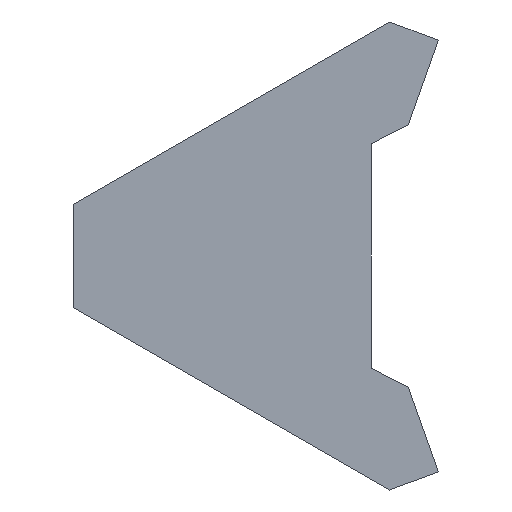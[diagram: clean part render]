
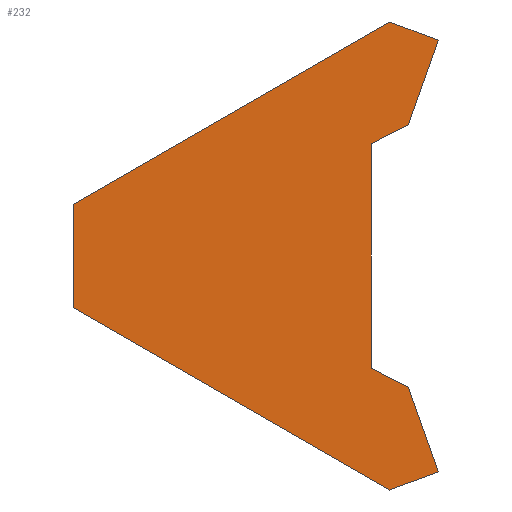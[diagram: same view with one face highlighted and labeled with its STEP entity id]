
A CAD part, left-side view. The second image highlights one B-rep face of the part: STEP entity #232.
In plain terms, the highlighted planar face has unit normal (-1, 0, 0).
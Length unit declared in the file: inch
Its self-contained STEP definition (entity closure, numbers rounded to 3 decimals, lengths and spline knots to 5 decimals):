
#26=FACE_OUTER_BOUND('',#38,.T.);
#38=EDGE_LOOP('',(#199,#200,#201,#202,#203,#204,#205,#206,#207,#208));
#39=LINE('',#319,#69);
#43=LINE('',#327,#73);
#46=LINE('',#333,#76);
#49=LINE('',#339,#79);
#52=LINE('',#345,#82);
#55=LINE('',#351,#85);
#58=LINE('',#357,#88);
#61=LINE('',#363,#91);
#64=LINE('',#369,#94);
#67=LINE('',#374,#97);
#69=VECTOR('',#263,0.3937);
#73=VECTOR('',#269,0.3937);
#76=VECTOR('',#274,0.3937);
#79=VECTOR('',#279,0.3937);
#82=VECTOR('',#284,0.3937);
#85=VECTOR('',#289,0.3937);
#88=VECTOR('',#294,0.3937);
#91=VECTOR('',#299,0.3937);
#94=VECTOR('',#304,0.3937);
#97=VECTOR('',#309,0.3937);
#99=VERTEX_POINT('',#317);
#100=VERTEX_POINT('',#318);
#103=VERTEX_POINT('',#326);
#105=VERTEX_POINT('',#332);
#107=VERTEX_POINT('',#338);
#109=VERTEX_POINT('',#344);
#111=VERTEX_POINT('',#350);
#113=VERTEX_POINT('',#356);
#115=VERTEX_POINT('',#362);
#117=VERTEX_POINT('',#368);
#119=EDGE_CURVE('',#99,#100,#39,.T.);
#123=EDGE_CURVE('',#100,#103,#43,.T.);
#126=EDGE_CURVE('',#103,#105,#46,.T.);
#129=EDGE_CURVE('',#105,#107,#49,.T.);
#132=EDGE_CURVE('',#107,#109,#52,.T.);
#135=EDGE_CURVE('',#111,#109,#55,.T.);
#138=EDGE_CURVE('',#113,#111,#58,.T.);
#141=EDGE_CURVE('',#115,#113,#61,.T.);
#144=EDGE_CURVE('',#117,#115,#64,.T.);
#147=EDGE_CURVE('',#99,#117,#67,.T.);
#199=ORIENTED_EDGE('',*,*,#147,.F.);
#200=ORIENTED_EDGE('',*,*,#119,.T.);
#201=ORIENTED_EDGE('',*,*,#123,.T.);
#202=ORIENTED_EDGE('',*,*,#126,.T.);
#203=ORIENTED_EDGE('',*,*,#129,.T.);
#204=ORIENTED_EDGE('',*,*,#132,.T.);
#205=ORIENTED_EDGE('',*,*,#135,.F.);
#206=ORIENTED_EDGE('',*,*,#138,.F.);
#207=ORIENTED_EDGE('',*,*,#141,.F.);
#208=ORIENTED_EDGE('',*,*,#144,.F.);
#220=PLANE('',#258);
#232=ADVANCED_FACE('',(#26),#220,.F.);
#258=AXIS2_PLACEMENT_3D('',#377,#313,#314);
#263=DIRECTION('',(0.,0.,-1.));
#269=DIRECTION('',(0.,-0.866,-0.5));
#274=DIRECTION('',(0.,-0.936,0.351));
#279=DIRECTION('',(0.,0.336,0.942));
#284=DIRECTION('',(0.,0.894,0.447));
#289=DIRECTION('',(0.,0.,-1.));
#294=DIRECTION('',(0.,0.894,-0.447));
#299=DIRECTION('',(0.,0.336,-0.942));
#304=DIRECTION('',(0.,-0.936,-0.351));
#309=DIRECTION('',(0.,-0.866,0.5));
#313=DIRECTION('center_axis',(1.,0.,0.));
#314=DIRECTION('ref_axis',(0.,0.,-1.));
#317=CARTESIAN_POINT('',(0.,7.5,1.0625));
#318=CARTESIAN_POINT('',(0.,7.5,-1.0625));
#319=CARTESIAN_POINT('',(0.,7.5,1.0625));
#326=CARTESIAN_POINT('',(0.,1.,-4.8125));
#327=CARTESIAN_POINT('',(0.,7.5,-1.0625));
#332=CARTESIAN_POINT('',(0.,0.,-4.4375));
#333=CARTESIAN_POINT('',(0.,1.,-4.8125));
#338=CARTESIAN_POINT('',(0.,0.625,-2.6875));
#339=CARTESIAN_POINT('',(0.,0.,-4.4375));
#344=CARTESIAN_POINT('',(0.,1.375,-2.3125));
#345=CARTESIAN_POINT('',(0.,0.625,-2.6875));
#350=CARTESIAN_POINT('',(0.,1.375,2.3125));
#351=CARTESIAN_POINT('',(0.,1.375,2.3125));
#356=CARTESIAN_POINT('',(0.,0.625,2.6875));
#357=CARTESIAN_POINT('',(0.,0.625,2.6875));
#362=CARTESIAN_POINT('',(0.,0.,4.4375));
#363=CARTESIAN_POINT('',(0.,0.,4.4375));
#368=CARTESIAN_POINT('',(0.,1.,4.8125));
#369=CARTESIAN_POINT('',(0.,1.,4.8125));
#374=CARTESIAN_POINT('',(0.,7.5,1.0625));
#377=CARTESIAN_POINT('Origin',(0.,3.75,0.));
